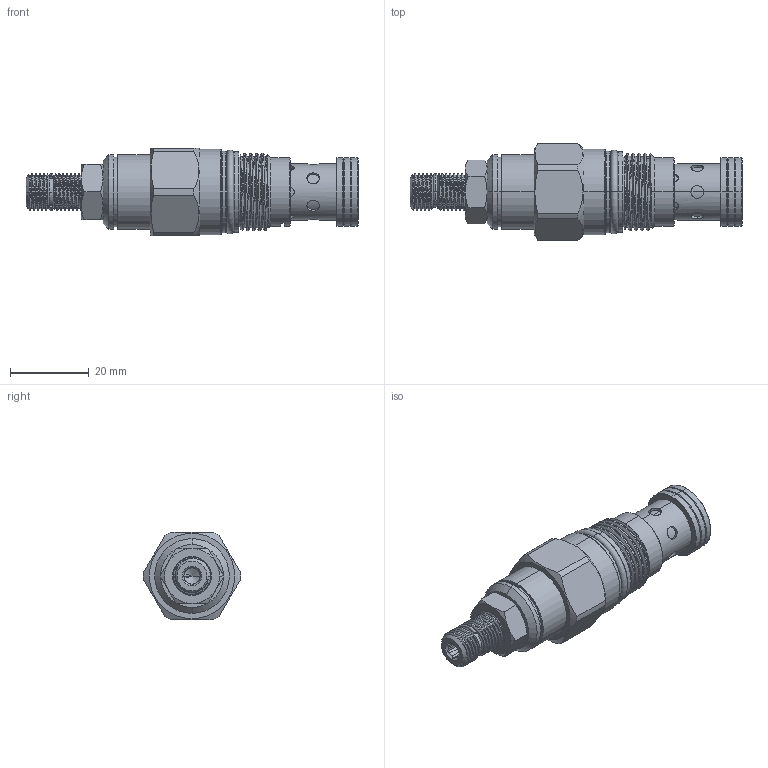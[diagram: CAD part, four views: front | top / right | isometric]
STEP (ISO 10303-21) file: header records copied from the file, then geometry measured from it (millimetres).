
FILE_DESCRIPTION (( 'STEP AP203' ), '1' );
FILE_NAME ('RD13A25-L.STEP', '2016-08-01T03:24:58', ( '' ), ( '' ), 'SwSTEP 2.0', 'SolidWorks 2012', '' );
FILE_SCHEMA (( 'CONFIG_CONTROL_DESIGN' ));
Length unit declared in the file: millimetre
Products named in the file (1): RD13A25-L
Bounding box: 84.4 x 24.79 x 22.22 mm (x, y, z)
Volume: 19847.1 mm3; surface area: 8122.8 mm2
Topology: 4 solids, 5 shells, 312 faces, 787 edges, 491 vertices
Faces by surface type: cylinder 153, cone 72, plane 58, torus 16, bspline 13
Entity records: 20381 total; most frequent: CARTESIAN_POINT 13369, ORIENTED_EDGE 1570, DIRECTION 1339, EDGE_CURVE 785, AXIS2_PLACEMENT_3D 552, VERTEX_POINT 491, EDGE_LOOP 338, ADVANCED_FACE 312
